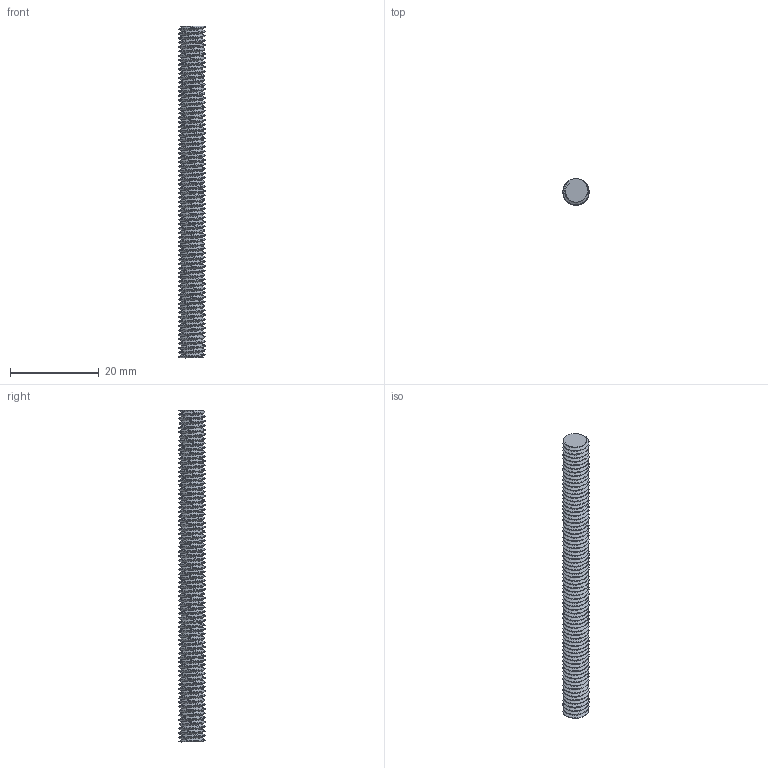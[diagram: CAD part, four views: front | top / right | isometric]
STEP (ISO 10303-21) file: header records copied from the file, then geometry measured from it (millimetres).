
FILE_DESCRIPTION(/* description */ (''),/* implementation_level */ '2;1');
FILE_NAME(/* name */ 'Axis 6x75 v5.stp',/* time_stamp */ '2020-11-27T19:31:40+01:00',/* author */ (''),/* organization */ (''),/* preprocessor_version */ 'ST-DEVELOPER v18.1',/* originating_system */ 'Autodesk Translation Framework v9.3.0.1241',/* authorisation */ '');
FILE_SCHEMA (('AUTOMOTIVE_DESIGN { 1 0 10303 214 3 1 1 }'));
Length unit declared in the file: millimetre
Products named in the file (1): Axis 6x75
Bounding box: 5.89 x 5.89 x 75 mm (x, y, z)
Volume: 1654.9 mm3; surface area: 2115.4 mm2
Topology: 1 solids, 1 shells, 156 faces, 462 edges, 308 vertices
Faces by surface type: cylinder 152, bspline 2, plane 2
Full cylindrical faces by diameter (mm): 4.744 x31, 5.884 x52
Entity records: 13404 total; most frequent: CARTESIAN_POINT 9810, ORIENTED_EDGE 924, DIRECTION 468, EDGE_CURVE 462, B_SPLINE_CURVE_WITH_KNOTS 308, VERTEX_POINT 308, AXIS2_PLACEMENT_3D 159, FACE_OUTER_BOUND 156
